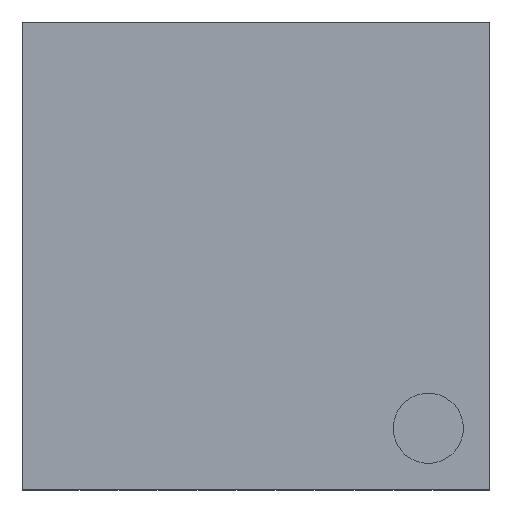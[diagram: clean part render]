
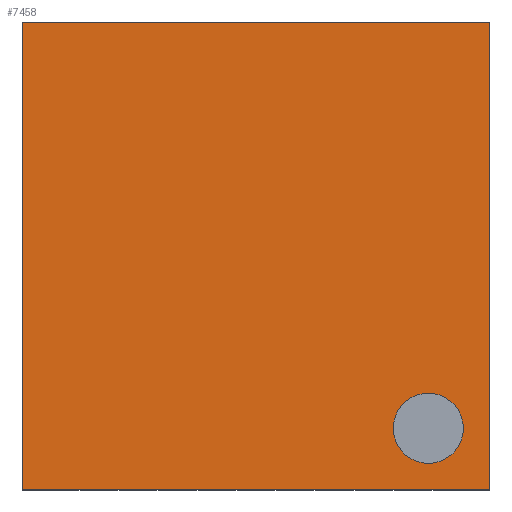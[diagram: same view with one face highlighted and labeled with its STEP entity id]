
A CAD part, top view. The second image highlights one B-rep face of the part: STEP entity #7458.
In plain terms, the highlighted planar face has unit normal (0, 0, 1).
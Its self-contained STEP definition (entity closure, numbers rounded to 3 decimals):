
#813=FACE_OUTER_BOUND('',#1241,.T.);
#1241=EDGE_LOOP('',(#6510,#6511,#6512,#6513));
#2041=LINE('',#12301,#2886);
#2055=LINE('',#12320,#2900);
#2070=LINE('',#12337,#2915);
#2082=LINE('',#12350,#2927);
#2886=VECTOR('',#10148,10.);
#2900=VECTOR('',#10164,10.);
#2915=VECTOR('',#10181,10.);
#2927=VECTOR('',#10195,10.);
#3610=VERTEX_POINT('',#12298);
#3611=VERTEX_POINT('',#12300);
#3614=VERTEX_POINT('',#12317);
#3615=VERTEX_POINT('',#12319);
#4591=EDGE_CURVE('',#3611,#3610,#2041,.T.);
#4605=EDGE_CURVE('',#3615,#3614,#2055,.T.);
#4620=EDGE_CURVE('',#3614,#3611,#2070,.T.);
#4632=EDGE_CURVE('',#3610,#3615,#2082,.T.);
#6510=ORIENTED_EDGE('',*,*,#4605,.T.);
#6511=ORIENTED_EDGE('',*,*,#4620,.T.);
#6512=ORIENTED_EDGE('',*,*,#4591,.T.);
#6513=ORIENTED_EDGE('',*,*,#4632,.T.);
#7031=PLANE('',#8142);
#7458=ADVANCED_FACE('',(#813),#7031,.T.);
#8142=AXIS2_PLACEMENT_3D('',#12359,#10204,#10205);
#10148=DIRECTION('',(0.,1.,0.));
#10164=DIRECTION('',(0.,-1.,0.));
#10181=DIRECTION('',(1.,0.,0.));
#10195=DIRECTION('',(-1.,0.,0.));
#10204=DIRECTION('center_axis',(0.,0.,1.));
#10205=DIRECTION('ref_axis',(1.,0.,0.));
#12298=CARTESIAN_POINT('',(6.,6.,0.75));
#12300=CARTESIAN_POINT('',(6.,0.,0.75));
#12301=CARTESIAN_POINT('',(6.,0.,0.75));
#12317=CARTESIAN_POINT('',(0.,0.,0.75));
#12319=CARTESIAN_POINT('',(0.,6.,0.75));
#12320=CARTESIAN_POINT('',(0.,6.,0.75));
#12337=CARTESIAN_POINT('',(0.,0.,0.75));
#12350=CARTESIAN_POINT('',(6.,6.,0.75));
#12359=CARTESIAN_POINT('Origin',(3.,3.,0.75));
